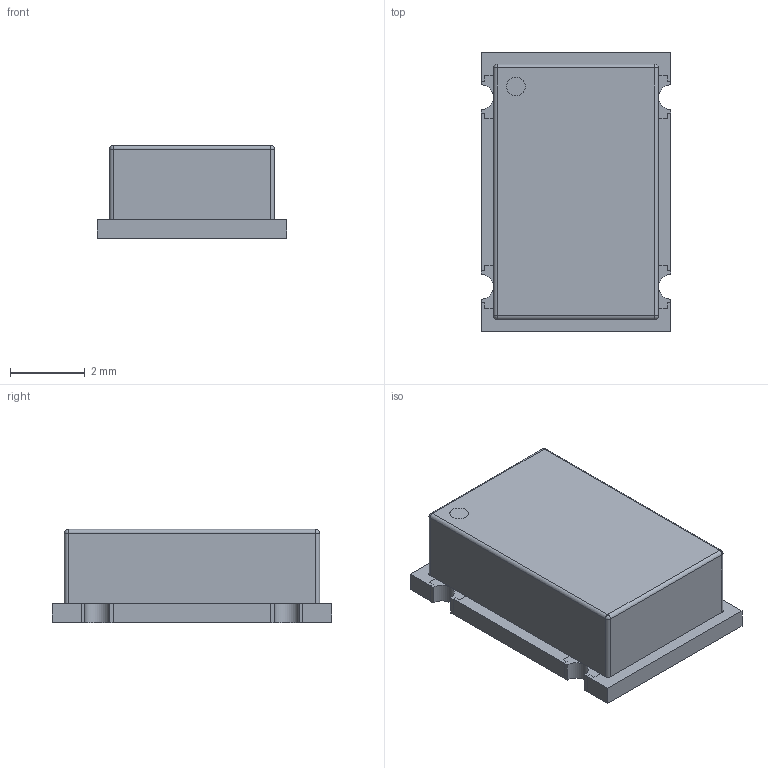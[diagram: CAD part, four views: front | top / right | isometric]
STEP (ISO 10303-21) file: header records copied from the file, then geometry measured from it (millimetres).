
FILE_DESCRIPTION((''),'2;1');
FILE_NAME('OSC_CRYSTEK_CVS575S-500.stp','2014-07-22T14:10:07',(''),(''),'Mechanical Desktop 2011','Mechanical Desktop 2011',', , ');
FILE_SCHEMA(('AUTOMOTIVE_DESIGN { 1 2 10303 214 1 1 1 1 }'));
Length unit declared in the file: millimetre
Products named in the file (1): Product
Bounding box: 5.08 x 7.5 x 2.5 mm (x, y, z)
Volume: 78.9 mm3; surface area: 208.6 mm2
Topology: 7 solids, 7 shells, 111 faces, 280 edges, 180 vertices
Faces by surface type: plane 82, cylinder 18, bspline 7, sphere 4
Entity records: 3303 total; most frequent: CARTESIAN_POINT 589, ORIENTED_EDGE 552, DIRECTION 522, EDGE_CURVE 276, VECTOR 240, LINE 240, VERTEX_POINT 180, AXIS2_PLACEMENT_3D 141
